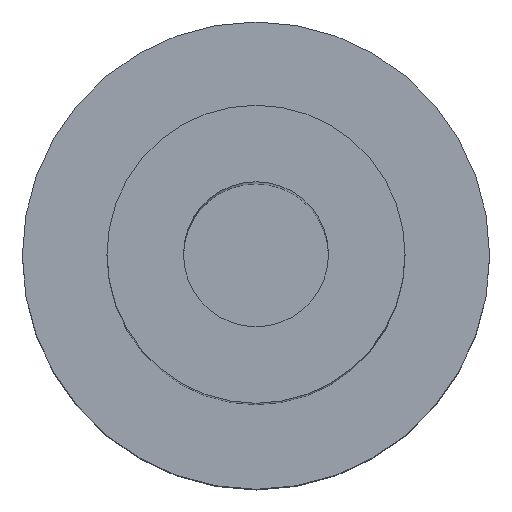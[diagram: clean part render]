
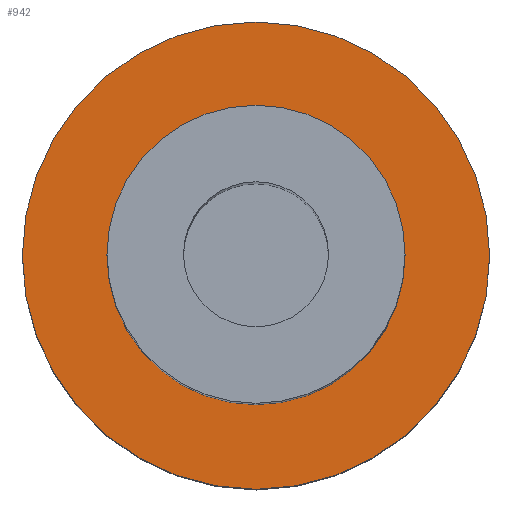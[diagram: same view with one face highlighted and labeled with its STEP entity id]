
A CAD part, top view. The second image highlights one B-rep face of the part: STEP entity #942.
In plain terms, the highlighted face is planar.
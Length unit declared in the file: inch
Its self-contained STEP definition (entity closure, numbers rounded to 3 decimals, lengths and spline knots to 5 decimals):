
#637=CARTESIAN_POINT('',(0.,0.24,0.));
#638=DIRECTION('',(0.,1.,0.));
#639=DIRECTION('',(0.,0.,1.));
#640=AXIS2_PLACEMENT_3D('',#637,#638,#639);
#642=CARTESIAN_POINT('',(0.,0.24,0.));
#643=DIRECTION('',(0.,1.,0.));
#644=DIRECTION('',(0.,0.,-1.));
#645=AXIS2_PLACEMENT_3D('',#642,#643,#644);
#647=CARTESIAN_POINT('',(0.,0.24,0.));
#648=DIRECTION('',(0.,-1.,0.));
#649=DIRECTION('',(0.,0.,-1.));
#650=AXIS2_PLACEMENT_3D('',#647,#648,#649);
#652=CARTESIAN_POINT('',(0.,0.24,0.));
#653=DIRECTION('',(0.,-1.,0.));
#654=DIRECTION('',(0.,0.,1.));
#655=AXIS2_PLACEMENT_3D('',#652,#653,#654);
#731=CARTESIAN_POINT('',(0.,0.24,-0.0925));
#733=VERTEX_POINT('',#731);
#737=CARTESIAN_POINT('',(0.,0.24,-0.145));
#738=CARTESIAN_POINT('',(0.,0.24,0.145));
#739=VERTEX_POINT('',#737);
#740=VERTEX_POINT('',#738);
#747=CARTESIAN_POINT('',(0.,0.24,0.0925));
#748=VERTEX_POINT('',#747);
#926=CARTESIAN_POINT('',(0.145,0.24,0.));
#927=DIRECTION('',(0.,1.,0.));
#928=DIRECTION('',(0.,0.,1.));
#929=AXIS2_PLACEMENT_3D('',#926,#927,#928);
#930=PLANE('',#929);
#931=ORIENTED_EDGE('',*,*,#916,.F.);
#933=ORIENTED_EDGE('',*,*,#932,.F.);
#934=EDGE_LOOP('',(#931,#933));
#935=FACE_OUTER_BOUND('',#934,.F.);
#937=ORIENTED_EDGE('',*,*,#936,.F.);
#939=ORIENTED_EDGE('',*,*,#938,.F.);
#940=EDGE_LOOP('',(#937,#939));
#941=FACE_BOUND('',#940,.F.);
#942=ADVANCED_FACE('',(#935,#941),#930,.T.);
#641=CIRCLE('',#640,0.145);
#646=CIRCLE('',#645,0.145);
#651=CIRCLE('',#650,0.0925);
#656=CIRCLE('',#655,0.0925);
#916=EDGE_CURVE('',#740,#739,#641,.T.);
#932=EDGE_CURVE('',#739,#740,#646,.T.);
#936=EDGE_CURVE('',#733,#748,#651,.T.);
#938=EDGE_CURVE('',#748,#733,#656,.T.);
